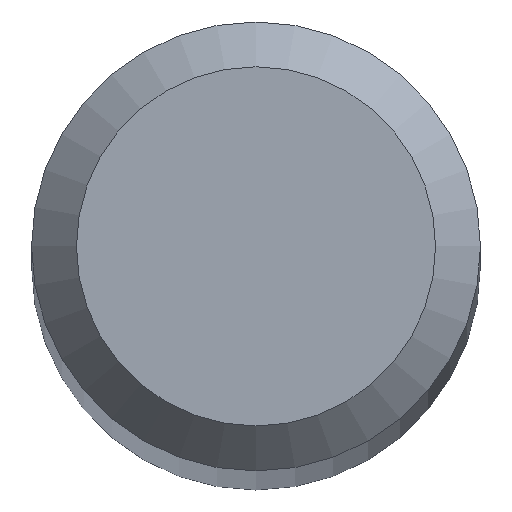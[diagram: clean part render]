
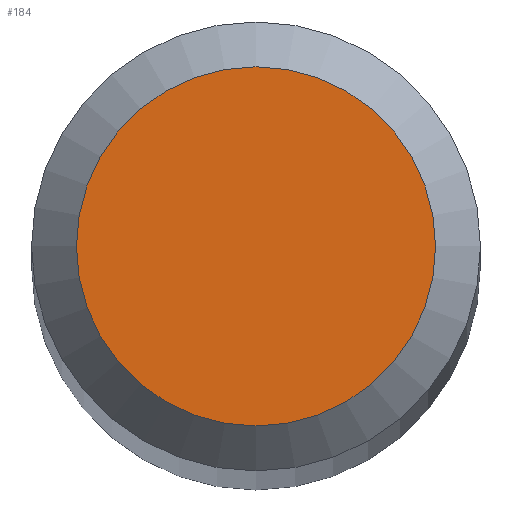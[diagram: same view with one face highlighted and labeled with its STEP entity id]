
A CAD part, top view. The second image highlights one B-rep face of the part: STEP entity #184.
In plain terms, the highlighted planar face has unit normal (0, 0, 1).
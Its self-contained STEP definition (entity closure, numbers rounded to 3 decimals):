
#31 = CARTESIAN_POINT ( 'NONE',  ( 0., 0., 30. ) ) ;
#47 = PLANE ( 'NONE',  #49 ) ;
#48 = ORIENTED_EDGE ( 'NONE', *, *, #108, .F. ) ;
#49 = AXIS2_PLACEMENT_3D ( 'NONE', #31, #101, #169 ) ;
#68 = VERTEX_POINT ( 'NONE', #138 ) ;
#85 = CIRCLE ( 'NONE', #177, 0.4 ) ;
#101 = DIRECTION ( 'NONE',  ( 0., 0., -1. ) ) ;
#108 = EDGE_CURVE ( 'NONE', #68, #68, #85, .T. ) ;
#131 = CARTESIAN_POINT ( 'NONE',  ( 0., 0., 30. ) ) ;
#132 = FACE_OUTER_BOUND ( 'NONE', #185, .T. ) ;
#135 = DIRECTION ( 'NONE',  ( 0., 0., -1. ) ) ;
#138 = CARTESIAN_POINT ( 'NONE',  ( 0., 0.4, 30. ) ) ;
#169 = DIRECTION ( 'NONE',  ( 0., 1., 0. ) ) ;
#177 = AXIS2_PLACEMENT_3D ( 'NONE', #131, #135, #220 ) ;
#184 = ADVANCED_FACE ( 'NONE', ( #132 ), #47, .F. ) ;
#185 = EDGE_LOOP ( 'NONE', ( #48 ) ) ;
#220 = DIRECTION ( 'NONE',  ( 0., 1., 0. ) ) ;
